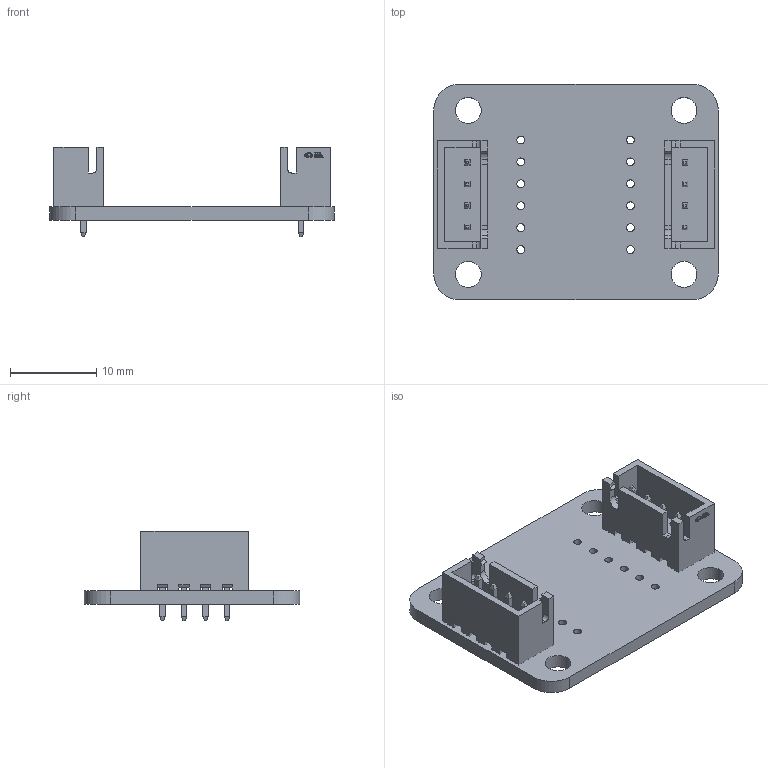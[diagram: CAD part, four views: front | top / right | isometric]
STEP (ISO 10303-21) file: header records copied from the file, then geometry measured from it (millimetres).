
FILE_DESCRIPTION(('Designed by EasyEDA Pro'),'2;1');
FILE_NAME('Open CASCADE Shape Model','2023-04-24T19:45:51',('Author'),( 'Open CASCADE'),'Open CASCADE STEP processor 7.6','Open CASCADE 7.6' ,'Unknown');
FILE_SCHEMA(('AUTOMOTIVE_DESIGN { 1 0 10303 214 1 1 1 1 }'));
Length unit declared in the file: millimetre
Products named in the file (6): PCBModel; COMPOUND; U1; CONN-TH_4P-P2.50-XH2.54-4P; U3
Assembly tree (6 placements, depth 4):
  PCBModel
    COMPOUND
    U1
      CONN-TH_4P-P2.50-XH2.54-4P
        COMPOUND
    U3
      CONN-TH_4P-P2.50-XH2.54-4P
        COMPOUND
Bounding box: 32.97 x 24.97 x 10.4 mm (x, y, z)
Volume: 1763.9 mm3; surface area: 3158.1 mm2
Topology: 29 solids, 29 shells, 866 faces, 2300 edges, 1512 vertices
Faces by surface type: plane 606, bspline 224, cylinder 36
Full cylindrical faces by diameter (mm): 0.914 x12, 1.05 x8, 3 x4
Entity records: 19442 total; most frequent: CARTESIAN_POINT 4527, ORIENTED_EDGE 2396, DIRECTION 1724, EDGE_CURVE 1198, LINE 906, VECTOR 906, VERTEX_POINT 788, FACE_BOUND 520
